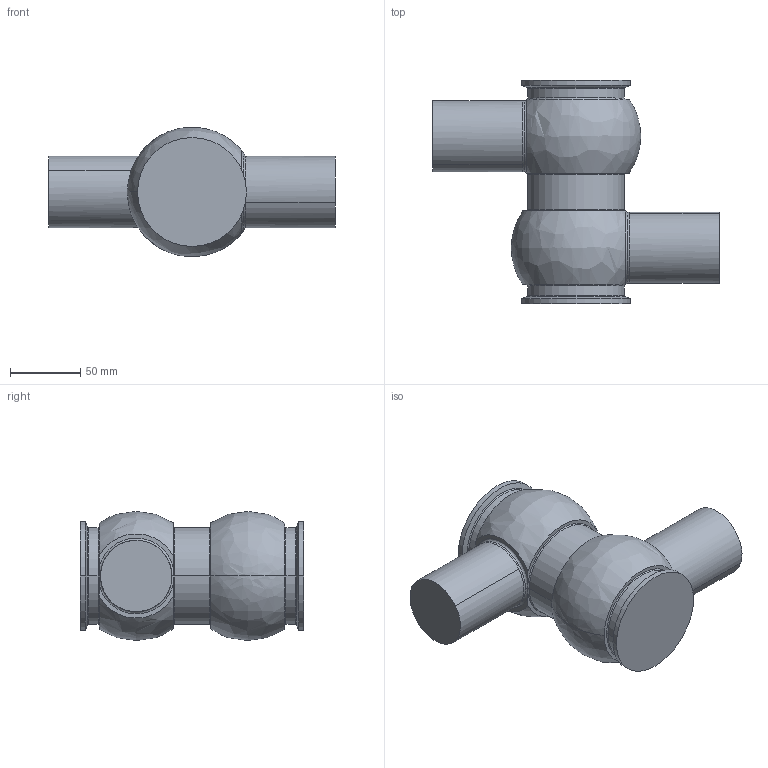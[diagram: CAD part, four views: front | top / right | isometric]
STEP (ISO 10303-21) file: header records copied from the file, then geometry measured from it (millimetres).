
FILE_DESCRIPTION (( 'STEP AP214' ), '1' );
FILE_NAME ('130763.STEP', '2018-05-09T17:27:44', ( '' ), ( '' ), 'SwSTEP 2.0', 'SolidWorks 2014', '' );
FILE_SCHEMA (( 'AUTOMOTIVE_DESIGN' ));
Length unit declared in the file: inch
Products named in the file (1): 130763
Bounding box: 203.96 x 159.05 x 91.82 mm (x, y, z)
Volume: 1072624.7 mm3; surface area: 76109.4 mm2
Topology: 1 solids, 1 shells, 58 faces, 142 edges, 82 vertices
Faces by surface type: bspline 20, cylinder 18, plane 16, cone 4
Entity records: 3268 total; most frequent: CARTESIAN_POINT 2015, ORIENTED_EDGE 276, DIRECTION 236, EDGE_CURVE 138, AXIS2_PLACEMENT_3D 103, VERTEX_POINT 82, CIRCLE 64, ADVANCED_FACE 58
